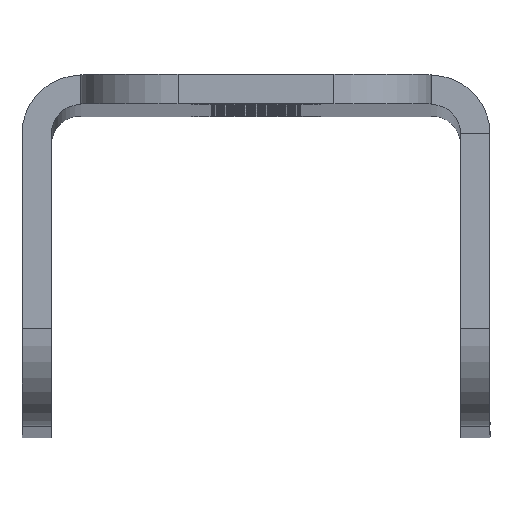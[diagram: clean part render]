
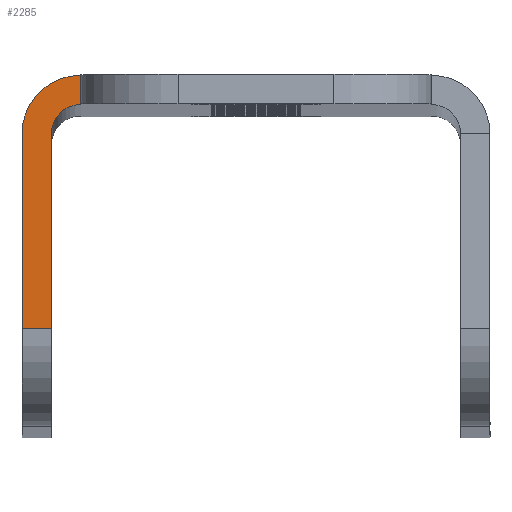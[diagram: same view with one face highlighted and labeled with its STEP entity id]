
A CAD part, top view. The second image highlights one B-rep face of the part: STEP entity #2285.
In plain terms, the highlighted planar face has unit normal (0, 0, 1).
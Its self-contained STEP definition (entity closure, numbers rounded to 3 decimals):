
#55 = CARTESIAN_POINT ( 'NONE',  ( -10.5, -13., 167.65 ) ) ;
#106 = DIRECTION ( 'NONE',  ( 0., 0., -1. ) ) ;
#190 = EDGE_CURVE ( 'NONE', #823, #863, #1903, .T. ) ;
#300 = CARTESIAN_POINT ( 'NONE',  ( -9., -3., 167.65 ) ) ;
#305 = DIRECTION ( 'NONE',  ( 1., 0., 0. ) ) ;
#326 = CARTESIAN_POINT ( 'NONE',  ( -12., -18., 167.65 ) ) ;
#513 = LINE ( 'NONE', #55, #1212 ) ;
#525 = EDGE_CURVE ( 'NONE', #902, #2422, #513, .T. ) ;
#597 = DIRECTION ( 'NONE',  ( 0., 1., 0. ) ) ;
#639 = DIRECTION ( 'NONE',  ( 0., 1., 0. ) ) ;
#678 = CARTESIAN_POINT ( 'NONE',  ( -12., -13., 167.65 ) ) ;
#823 = VERTEX_POINT ( 'NONE', #964 ) ;
#841 = VECTOR ( 'NONE', #597, 1000. ) ;
#863 = VERTEX_POINT ( 'NONE', #1191 ) ;
#902 = VERTEX_POINT ( 'NONE', #678 ) ;
#964 = CARTESIAN_POINT ( 'NONE',  ( -9., -1.5, 167.65 ) ) ;
#1113 = CARTESIAN_POINT ( 'NONE',  ( -12., -18., 167.65 ) ) ;
#1191 = CARTESIAN_POINT ( 'NONE',  ( -9., 0., 167.65 ) ) ;
#1212 = VECTOR ( 'NONE', #305, 1000. ) ;
#1250 = AXIS2_PLACEMENT_3D ( 'NONE', #300, #1359, #2854 ) ;
#1258 = AXIS2_PLACEMENT_3D ( 'NONE', #1113, #106, #2658 ) ;
#1268 = AXIS2_PLACEMENT_3D ( 'NONE', #2063, #2814, #3077 ) ;
#1297 = LINE ( 'NONE', #2324, #841 ) ;
#1329 = CARTESIAN_POINT ( 'NONE',  ( -12., -3., 167.65 ) ) ;
#1359 = DIRECTION ( 'NONE',  ( 0., 0., 1. ) ) ;
#1421 = EDGE_CURVE ( 'NONE', #902, #2156, #1602, .T. ) ;
#1602 = LINE ( 'NONE', #326, #2078 ) ;
#1605 = CARTESIAN_POINT ( 'NONE',  ( -10.5, -13., 167.65 ) ) ;
#1638 = CARTESIAN_POINT ( 'NONE',  ( -9., -18., 167.65 ) ) ;
#1699 = ORIENTED_EDGE ( 'NONE', *, *, #3047, .T. ) ;
#1705 = EDGE_CURVE ( 'NONE', #2422, #2788, #1297, .T. ) ;
#1903 = LINE ( 'NONE', #1638, #2441 ) ;
#1914 = PLANE ( 'NONE',  #1258 ) ;
#1929 = ORIENTED_EDGE ( 'NONE', *, *, #2169, .F. ) ;
#1996 = CIRCLE ( 'NONE', #1250, 3. ) ;
#2063 = CARTESIAN_POINT ( 'NONE',  ( -9., -3., 167.65 ) ) ;
#2078 = VECTOR ( 'NONE', #2381, 1000. ) ;
#2156 = VERTEX_POINT ( 'NONE', #1329 ) ;
#2169 = EDGE_CURVE ( 'NONE', #823, #2788, #2666, .T. ) ;
#2285 = ADVANCED_FACE ( 'NONE', ( #2408 ), #1914, .F. ) ;
#2324 = CARTESIAN_POINT ( 'NONE',  ( -10.5, 0., 167.65 ) ) ;
#2381 = DIRECTION ( 'NONE',  ( 0., 1., 0. ) ) ;
#2408 = FACE_OUTER_BOUND ( 'NONE', #2866, .T. ) ;
#2422 = VERTEX_POINT ( 'NONE', #1605 ) ;
#2441 = VECTOR ( 'NONE', #639, 1000. ) ;
#2658 = DIRECTION ( 'NONE',  ( -1., 0., 0. ) ) ;
#2666 = CIRCLE ( 'NONE', #1268, 1.5 ) ;
#2778 = ORIENTED_EDGE ( 'NONE', *, *, #190, .T. ) ;
#2787 = ORIENTED_EDGE ( 'NONE', *, *, #1421, .F. ) ;
#2788 = VERTEX_POINT ( 'NONE', #3280 ) ;
#2814 = DIRECTION ( 'NONE',  ( 0., 0., 1. ) ) ;
#2854 = DIRECTION ( 'NONE',  ( -1., 0., 0. ) ) ;
#2866 = EDGE_LOOP ( 'NONE', ( #2787, #2898, #3018, #1929, #2778, #1699 ) ) ;
#2898 = ORIENTED_EDGE ( 'NONE', *, *, #525, .T. ) ;
#3018 = ORIENTED_EDGE ( 'NONE', *, *, #1705, .T. ) ;
#3047 = EDGE_CURVE ( 'NONE', #863, #2156, #1996, .T. ) ;
#3077 = DIRECTION ( 'NONE',  ( -1., 0., 0. ) ) ;
#3280 = CARTESIAN_POINT ( 'NONE',  ( -10.5, -3., 167.65 ) ) ;
